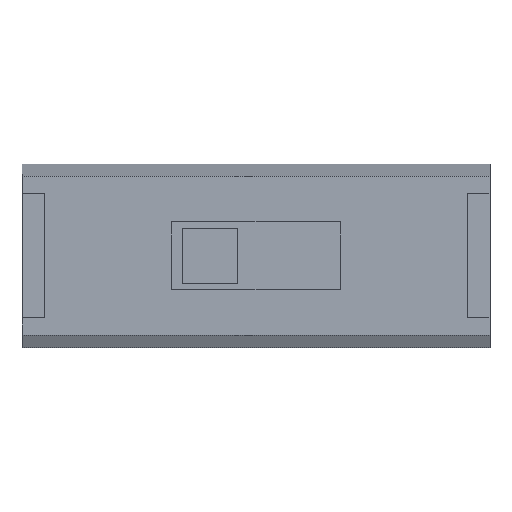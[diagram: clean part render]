
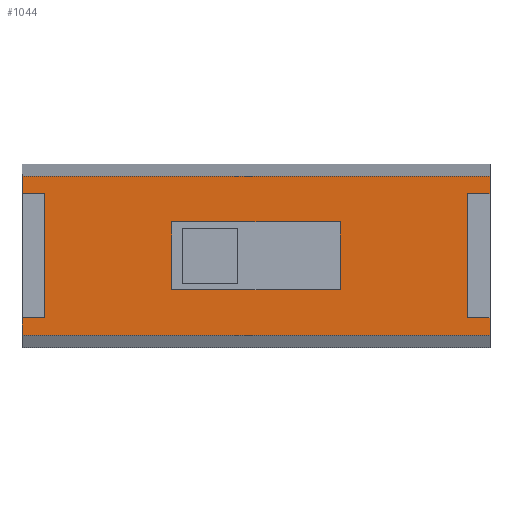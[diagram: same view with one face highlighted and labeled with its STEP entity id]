
A CAD part, top view. The second image highlights one B-rep face of the part: STEP entity #1044.
In plain terms, the highlighted planar face has unit normal (0, 0, 1).
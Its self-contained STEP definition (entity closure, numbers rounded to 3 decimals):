
#858=VERTEX_POINT('',#859);
#859=CARTESIAN_POINT('',(5.1,-1.734,4.5));
#865=EDGE_CURVE('',#858,#866,#868,.T.);
#866=VERTEX_POINT('',#867);
#867=CARTESIAN_POINT('',(-5.1,-1.734,4.5));
#868=LINE('',#869,#870);
#869=CARTESIAN_POINT('',(6.198,-1.734,4.5));
#870=VECTOR('',#871,1.0);
#871=DIRECTION('',(-1.0,0.0,0.0));
#896=VERTEX_POINT('',#897);
#897=CARTESIAN_POINT('',(-5.1,-1.352,4.5));
#912=EDGE_CURVE('',#866,#896,#913,.F.);
#913=LINE('',#914,#915);
#914=CARTESIAN_POINT('',(-5.1,2.0,4.5));
#915=VECTOR('',#916,1.0);
#916=DIRECTION('',(0.0,-1.0,0.0));
#926=EDGE_CURVE('',#896,#927,#929,.F.);
#927=VERTEX_POINT('',#928);
#928=CARTESIAN_POINT('',(-4.6,-1.352,4.5));
#929=LINE('',#930,#931);
#930=CARTESIAN_POINT('',(-5.1,-1.352,4.5));
#931=VECTOR('',#932,1.0);
#932=DIRECTION('',(-1.0,0.,0.0));
#950=EDGE_CURVE('',#927,#951,#953,.F.);
#951=VERTEX_POINT('',#952);
#952=CARTESIAN_POINT('',(-4.6,1.352,4.5));
#953=LINE('',#954,#955);
#954=CARTESIAN_POINT('',(-4.6,-1.352,4.5));
#955=VECTOR('',#956,1.0);
#956=DIRECTION('',(0.,-1.0,0.0));
#974=EDGE_CURVE('',#951,#975,#977,.F.);
#975=VERTEX_POINT('',#976);
#976=CARTESIAN_POINT('',(-5.1,1.352,4.5));
#977=LINE('',#978,#979);
#978=CARTESIAN_POINT('',(-5.1,1.352,4.5));
#979=VECTOR('',#980,1.0);
#980=DIRECTION('',(1.0,0.,0.0));
#1000=EDGE_CURVE('',#975,#1001,#1003,.F.);
#1001=VERTEX_POINT('',#1002);
#1002=CARTESIAN_POINT('',(-5.1,1.734,4.5));
#1003=LINE('',#1004,#1005);
#1004=CARTESIAN_POINT('',(-5.1,2.0,4.5));
#1005=VECTOR('',#1006,1.0);
#1006=DIRECTION('',(0.0,-1.0,0.0));
#1025=VERTEX_POINT('',#1026);
#1026=CARTESIAN_POINT('',(5.1,1.734,4.5));
#1034=EDGE_CURVE('',#1001,#1025,#1035,.F.);
#1035=LINE('',#1036,#1037);
#1036=CARTESIAN_POINT('',(6.198,1.734,4.5));
#1037=VECTOR('',#1038,1.0);
#1038=DIRECTION('',(-1.0,0.0,0.0));
#1044=ADVANCED_FACE('',(#1045,#1079),#1126,.T.);
#1045=FACE_BOUND('',#1046,.T.);
#1046=EDGE_LOOP('',(#1047,#1057,#1065,#1073));
#1047=ORIENTED_EDGE('',*,*,#1048,.T.);
#1048=EDGE_CURVE('',#1049,#1051,#1053,.F.);
#1049=VERTEX_POINT('',#1050);
#1050=CARTESIAN_POINT('',(-1.834,0.74,4.5));
#1051=VERTEX_POINT('',#1052);
#1052=CARTESIAN_POINT('',(1.834,0.74,4.5));
#1053=LINE('',#1054,#1055);
#1054=CARTESIAN_POINT('',(1.834,0.74,4.5));
#1055=VECTOR('',#1056,1.0);
#1056=DIRECTION('',(-1.0,0.,0.0));
#1057=ORIENTED_EDGE('',*,*,#1058,.T.);
#1058=EDGE_CURVE('',#1051,#1059,#1061,.F.);
#1059=VERTEX_POINT('',#1060);
#1060=CARTESIAN_POINT('',(1.834,-0.74,4.5));
#1061=LINE('',#1062,#1063);
#1062=CARTESIAN_POINT('',(1.834,-0.74,4.5));
#1063=VECTOR('',#1064,1.0);
#1064=DIRECTION('',(0.,1.0,0.0));
#1065=ORIENTED_EDGE('',*,*,#1066,.T.);
#1066=EDGE_CURVE('',#1059,#1067,#1069,.F.);
#1067=VERTEX_POINT('',#1068);
#1068=CARTESIAN_POINT('',(-1.834,-0.74,4.5));
#1069=LINE('',#1070,#1071);
#1070=CARTESIAN_POINT('',(-1.834,-0.74,4.5));
#1071=VECTOR('',#1072,1.0);
#1072=DIRECTION('',(1.0,0.,0.0));
#1073=ORIENTED_EDGE('',*,*,#1074,.T.);
#1074=EDGE_CURVE('',#1067,#1049,#1075,.F.);
#1075=LINE('',#1076,#1077);
#1076=CARTESIAN_POINT('',(-1.834,0.74,4.5));
#1077=VECTOR('',#1078,1.0);
#1078=DIRECTION('',(0.,-1.0,0.0));
#1079=FACE_BOUND('',#1080,.T.);
#1080=EDGE_LOOP('',(#1081,#1091,#1099,#1105,#1106,#1107,#1108,#1109,#1110,#1111,#1112,#1120));
#1081=ORIENTED_EDGE('',*,*,#1082,.T.);
#1082=EDGE_CURVE('',#1083,#1085,#1087,.T.);
#1083=VERTEX_POINT('',#1084);
#1084=CARTESIAN_POINT('',(4.6,-1.352,4.5));
#1085=VERTEX_POINT('',#1086);
#1086=CARTESIAN_POINT('',(4.6,1.352,4.5));
#1087=LINE('',#1088,#1089);
#1088=CARTESIAN_POINT('',(4.6,1.352,4.5));
#1089=VECTOR('',#1090,1.0);
#1090=DIRECTION('',(0.,1.0,0.0));
#1091=ORIENTED_EDGE('',*,*,#1092,.T.);
#1092=EDGE_CURVE('',#1085,#1093,#1095,.T.);
#1093=VERTEX_POINT('',#1094);
#1094=CARTESIAN_POINT('',(5.1,1.352,4.5));
#1095=LINE('',#1096,#1097);
#1096=CARTESIAN_POINT('',(5.1,1.352,4.5));
#1097=VECTOR('',#1098,1.0);
#1098=DIRECTION('',(1.0,0.,0.0));
#1099=ORIENTED_EDGE('',*,*,#1100,.T.);
#1100=EDGE_CURVE('',#1093,#1025,#1101,.T.);
#1101=LINE('',#1102,#1103);
#1102=CARTESIAN_POINT('',(5.1,-2.0,4.5));
#1103=VECTOR('',#1104,1.0);
#1104=DIRECTION('',(0.0,1.0,0.0));
#1105=ORIENTED_EDGE('',*,*,#1034,.F.);
#1106=ORIENTED_EDGE('',*,*,#1000,.F.);
#1107=ORIENTED_EDGE('',*,*,#974,.F.);
#1108=ORIENTED_EDGE('',*,*,#950,.F.);
#1109=ORIENTED_EDGE('',*,*,#926,.F.);
#1110=ORIENTED_EDGE('',*,*,#912,.F.);
#1111=ORIENTED_EDGE('',*,*,#865,.F.);
#1112=ORIENTED_EDGE('',*,*,#1113,.T.);
#1113=EDGE_CURVE('',#858,#1114,#1116,.T.);
#1114=VERTEX_POINT('',#1115);
#1115=CARTESIAN_POINT('',(5.1,-1.352,4.5));
#1116=LINE('',#1117,#1118);
#1117=CARTESIAN_POINT('',(5.1,-2.0,4.5));
#1118=VECTOR('',#1119,1.0);
#1119=DIRECTION('',(0.0,1.0,0.0));
#1120=ORIENTED_EDGE('',*,*,#1121,.T.);
#1121=EDGE_CURVE('',#1114,#1083,#1122,.T.);
#1122=LINE('',#1123,#1124);
#1123=CARTESIAN_POINT('',(5.1,-1.352,4.5));
#1124=VECTOR('',#1125,1.0);
#1125=DIRECTION('',(-1.0,0.,0.0));
#1126=PLANE('',#1127);
#1127=AXIS2_PLACEMENT_3D('',#1128,#1129,#1130);
#1128=CARTESIAN_POINT('',(0.0,0.0,4.5));
#1129=DIRECTION('',(0.0,0.0,1.0));
#1130=DIRECTION('',(1.0,0.0,0.0));
